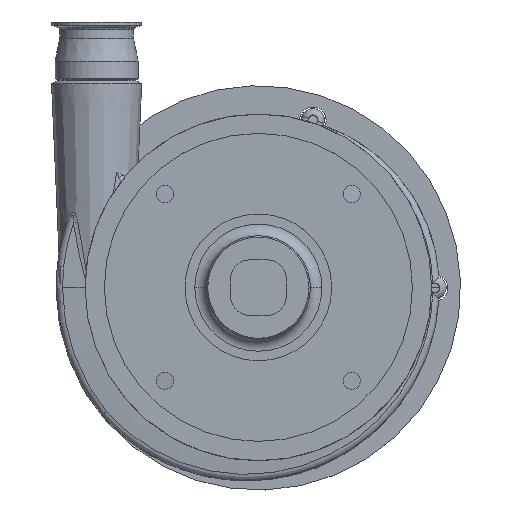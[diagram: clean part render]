
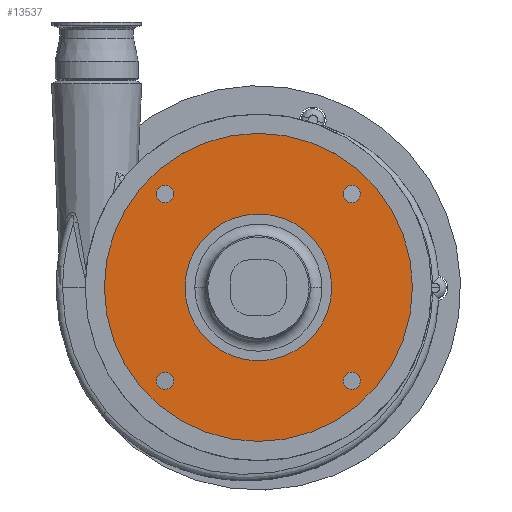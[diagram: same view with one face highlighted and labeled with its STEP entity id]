
A CAD part, top view. The second image highlights one B-rep face of the part: STEP entity #13537.
In plain terms, the highlighted planar face has unit normal (0, 0, 1).
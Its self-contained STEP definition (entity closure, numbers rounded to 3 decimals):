
#193 = VERTEX_POINT ( 'NONE', #14559 ) ;
#235 = VERTEX_POINT ( 'NONE', #9372 ) ;
#297 = DIRECTION ( 'NONE',  ( 1., 0., 0. ) ) ;
#336 = ORIENTED_EDGE ( 'NONE', *, *, #6974, .T. ) ;
#406 = ORIENTED_EDGE ( 'NONE', *, *, #808, .T. ) ;
#425 = CARTESIAN_POINT ( 'NONE',  ( 63.5, 0., 219.5 ) ) ;
#450 = FACE_BOUND ( 'NONE', #3298, .T. ) ;
#592 = EDGE_CURVE ( 'NONE', #2793, #13093, #1963, .T. ) ;
#659 = CARTESIAN_POINT ( 'NONE',  ( 0., 0., 219.5 ) ) ;
#751 = EDGE_CURVE ( 'NONE', #193, #11914, #14074, .T. ) ;
#808 = EDGE_CURVE ( 'NONE', #6732, #2312, #7051, .T. ) ;
#858 = AXIS2_PLACEMENT_3D ( 'NONE', #659, #5289, #11142 ) ;
#917 = CARTESIAN_POINT ( 'NONE',  ( 0., 0., 219.5 ) ) ;
#928 = CARTESIAN_POINT ( 'NONE',  ( -80.822, 80.822, 219.5 ) ) ;
#1046 = CARTESIAN_POINT ( 'NONE',  ( -80.822, -80.822, 219.5 ) ) ;
#1225 = DIRECTION ( 'NONE',  ( 0., 0., 1. ) ) ;
#1288 = VERTEX_POINT ( 'NONE', #13308 ) ;
#1370 = VERTEX_POINT ( 'NONE', #12394 ) ;
#1772 = EDGE_CURVE ( 'NONE', #13093, #2793, #4391, .T. ) ;
#1825 = DIRECTION ( 'NONE',  ( 0., 0., -1. ) ) ;
#1963 = CIRCLE ( 'NONE', #12864, 7.5 ) ;
#1981 = AXIS2_PLACEMENT_3D ( 'NONE', #10538, #7050, #297 ) ;
#2054 = VERTEX_POINT ( 'NONE', #9013 ) ;
#2276 = CARTESIAN_POINT ( 'NONE',  ( 0., 0., 219.5 ) ) ;
#2289 = DIRECTION ( 'NONE',  ( 1., 0., 0. ) ) ;
#2312 = VERTEX_POINT ( 'NONE', #3447 ) ;
#2428 = DIRECTION ( 'NONE',  ( 0., 0., 1. ) ) ;
#2564 = EDGE_LOOP ( 'NONE', ( #3326, #336 ) ) ;
#2567 = ORIENTED_EDGE ( 'NONE', *, *, #9238, .T. ) ;
#2749 = CIRCLE ( 'NONE', #14861, 7.5 ) ;
#2793 = VERTEX_POINT ( 'NONE', #14609 ) ;
#2915 = AXIS2_PLACEMENT_3D ( 'NONE', #5594, #1825, #12369 ) ;
#3025 = EDGE_LOOP ( 'NONE', ( #5409, #6287 ) ) ;
#3053 = DIRECTION ( 'NONE',  ( 0., 0., -1. ) ) ;
#3298 = EDGE_LOOP ( 'NONE', ( #406, #13148 ) ) ;
#3326 = ORIENTED_EDGE ( 'NONE', *, *, #751, .T. ) ;
#3340 = CARTESIAN_POINT ( 'NONE',  ( -88.322, 80.822, 219.5 ) ) ;
#3445 = CARTESIAN_POINT ( 'NONE',  ( 88.322, 80.822, 219.5 ) ) ;
#3447 = CARTESIAN_POINT ( 'NONE',  ( 73.322, -80.822, 219.5 ) ) ;
#3660 = AXIS2_PLACEMENT_3D ( 'NONE', #14583, #9021, #10160 ) ;
#3789 = FACE_BOUND ( 'NONE', #14856, .T. ) ;
#3915 = DIRECTION ( 'NONE',  ( 1., 0., 0. ) ) ;
#3941 = DIRECTION ( 'NONE',  ( 1., 0., 0. ) ) ;
#4105 = DIRECTION ( 'NONE',  ( 0., 0., -1. ) ) ;
#4260 = ORIENTED_EDGE ( 'NONE', *, *, #14633, .T. ) ;
#4391 = CIRCLE ( 'NONE', #1981, 7.5 ) ;
#5077 = FACE_BOUND ( 'NONE', #3025, .T. ) ;
#5193 = CARTESIAN_POINT ( 'NONE',  ( -80.822, 80.822, 219.5 ) ) ;
#5230 = CARTESIAN_POINT ( 'NONE',  ( 88.322, -80.822, 219.5 ) ) ;
#5236 = ORIENTED_EDGE ( 'NONE', *, *, #6347, .T. ) ;
#5273 = CIRCLE ( 'NONE', #13043, 7.5 ) ;
#5289 = DIRECTION ( 'NONE',  ( 0., 0., -1. ) ) ;
#5409 = ORIENTED_EDGE ( 'NONE', *, *, #1772, .T. ) ;
#5552 = DIRECTION ( 'NONE',  ( 1., 0., 0. ) ) ;
#5594 = CARTESIAN_POINT ( 'NONE',  ( 0., 0., 219.5 ) ) ;
#5668 = DIRECTION ( 'NONE',  ( 0., 0., -1. ) ) ;
#5695 = CIRCLE ( 'NONE', #8864, 7.5 ) ;
#5981 = FACE_BOUND ( 'NONE', #14829, .T. ) ;
#5996 = DIRECTION ( 'NONE',  ( 0., 0., -1. ) ) ;
#6077 = CARTESIAN_POINT ( 'NONE',  ( 80.822, 80.822, 219.5 ) ) ;
#6079 = DIRECTION ( 'NONE',  ( 1., 0., 0. ) ) ;
#6215 = FACE_OUTER_BOUND ( 'NONE', #14896, .T. ) ;
#6287 = ORIENTED_EDGE ( 'NONE', *, *, #592, .T. ) ;
#6347 = EDGE_CURVE ( 'NONE', #1288, #1370, #11104, .T. ) ;
#6460 = VERTEX_POINT ( 'NONE', #3340 ) ;
#6484 = CARTESIAN_POINT ( 'NONE',  ( -80.822, -80.822, 219.5 ) ) ;
#6489 = AXIS2_PLACEMENT_3D ( 'NONE', #2276, #2428, #12597 ) ;
#6617 = CARTESIAN_POINT ( 'NONE',  ( -88.322, -80.822, 219.5 ) ) ;
#6732 = VERTEX_POINT ( 'NONE', #5230 ) ;
#6733 = AXIS2_PLACEMENT_3D ( 'NONE', #917, #1225, #2289 ) ;
#6974 = EDGE_CURVE ( 'NONE', #11914, #193, #13258, .T. ) ;
#7050 = DIRECTION ( 'NONE',  ( 0., 0., -1. ) ) ;
#7051 = CIRCLE ( 'NONE', #3660, 7.5 ) ;
#7692 = DIRECTION ( 'NONE',  ( 0., 0., -1. ) ) ;
#8043 = ORIENTED_EDGE ( 'NONE', *, *, #13943, .T. ) ;
#8421 = CARTESIAN_POINT ( 'NONE',  ( 0., 0., 219.5 ) ) ;
#8571 = CIRCLE ( 'NONE', #8811, 7.5 ) ;
#8811 = AXIS2_PLACEMENT_3D ( 'NONE', #6484, #13246, #3915 ) ;
#8864 = AXIS2_PLACEMENT_3D ( 'NONE', #928, #3053, #5552 ) ;
#9013 = CARTESIAN_POINT ( 'NONE',  ( -73.322, -80.822, 219.5 ) ) ;
#9021 = DIRECTION ( 'NONE',  ( 0., 0., -1. ) ) ;
#9238 = EDGE_CURVE ( 'NONE', #6460, #235, #5695, .T. ) ;
#9372 = CARTESIAN_POINT ( 'NONE',  ( -73.322, 80.822, 219.5 ) ) ;
#9710 = DIRECTION ( 'NONE',  ( 0., 0., 1. ) ) ;
#9822 = DIRECTION ( 'NONE',  ( 1., 0., 0. ) ) ;
#10160 = DIRECTION ( 'NONE',  ( 1., 0., 0. ) ) ;
#10304 = DIRECTION ( 'NONE',  ( 1., 0., 0. ) ) ;
#10538 = CARTESIAN_POINT ( 'NONE',  ( 80.822, 80.822, 219.5 ) ) ;
#10620 = PLANE ( 'NONE',  #10861 ) ;
#10861 = AXIS2_PLACEMENT_3D ( 'NONE', #8421, #9710, #3941 ) ;
#11104 = CIRCLE ( 'NONE', #6733, 133.35 ) ;
#11142 = DIRECTION ( 'NONE',  ( 1., 0., 0. ) ) ;
#11914 = VERTEX_POINT ( 'NONE', #425 ) ;
#12075 = DIRECTION ( 'NONE',  ( 1., 0., 0. ) ) ;
#12369 = DIRECTION ( 'NONE',  ( 1., 0., 0. ) ) ;
#12394 = CARTESIAN_POINT ( 'NONE',  ( 133.35, 0., 219.5 ) ) ;
#12597 = DIRECTION ( 'NONE',  ( 1., 0., 0. ) ) ;
#12616 = ORIENTED_EDGE ( 'NONE', *, *, #14058, .T. ) ;
#12665 = ORIENTED_EDGE ( 'NONE', *, *, #13485, .T. ) ;
#12841 = CARTESIAN_POINT ( 'NONE',  ( 80.822, -80.822, 219.5 ) ) ;
#12864 = AXIS2_PLACEMENT_3D ( 'NONE', #6077, #4105, #12075 ) ;
#13043 = AXIS2_PLACEMENT_3D ( 'NONE', #5193, #7692, #9822 ) ;
#13093 = VERTEX_POINT ( 'NONE', #3445 ) ;
#13148 = ORIENTED_EDGE ( 'NONE', *, *, #14366, .T. ) ;
#13246 = DIRECTION ( 'NONE',  ( 0., 0., -1. ) ) ;
#13258 = CIRCLE ( 'NONE', #858, 63.5 ) ;
#13308 = CARTESIAN_POINT ( 'NONE',  ( -133.35, 0., 219.5 ) ) ;
#13485 = EDGE_CURVE ( 'NONE', #1370, #1288, #14965, .T. ) ;
#13537 = ADVANCED_FACE ( 'NONE', ( #14199, #5981, #6215, #450, #3789, #5077 ), #10620, .T. ) ;
#13909 = AXIS2_PLACEMENT_3D ( 'NONE', #1046, #5668, #10304 ) ;
#13943 = EDGE_CURVE ( 'NONE', #235, #6460, #5273, .T. ) ;
#14058 = EDGE_CURVE ( 'NONE', #14285, #2054, #8571, .T. ) ;
#14074 = CIRCLE ( 'NONE', #2915, 63.5 ) ;
#14199 = FACE_BOUND ( 'NONE', #2564, .T. ) ;
#14285 = VERTEX_POINT ( 'NONE', #6617 ) ;
#14366 = EDGE_CURVE ( 'NONE', #2312, #6732, #2749, .T. ) ;
#14407 = CIRCLE ( 'NONE', #13909, 7.5 ) ;
#14559 = CARTESIAN_POINT ( 'NONE',  ( -63.5, 0., 219.5 ) ) ;
#14583 = CARTESIAN_POINT ( 'NONE',  ( 80.822, -80.822, 219.5 ) ) ;
#14609 = CARTESIAN_POINT ( 'NONE',  ( 73.322, 80.822, 219.5 ) ) ;
#14633 = EDGE_CURVE ( 'NONE', #2054, #14285, #14407, .T. ) ;
#14829 = EDGE_LOOP ( 'NONE', ( #4260, #12616 ) ) ;
#14856 = EDGE_LOOP ( 'NONE', ( #8043, #2567 ) ) ;
#14861 = AXIS2_PLACEMENT_3D ( 'NONE', #12841, #5996, #6079 ) ;
#14896 = EDGE_LOOP ( 'NONE', ( #12665, #5236 ) ) ;
#14965 = CIRCLE ( 'NONE', #6489, 133.35 ) ;
